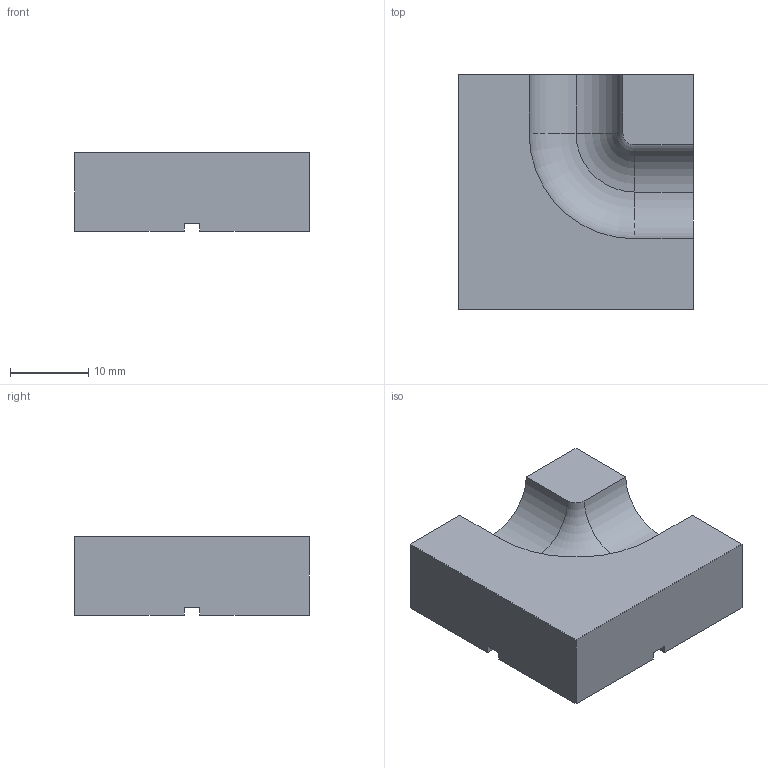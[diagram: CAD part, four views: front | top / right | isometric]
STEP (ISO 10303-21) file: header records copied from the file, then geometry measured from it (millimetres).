
FILE_DESCRIPTION(('HOOPS Exchange Step'),'2;1');
FILE_NAME('temp_export','2024-07-17T15:16:11+08:00',('sharma21'),('Shapr3D Limited'),'HOOPS Exchange 2024.2','Shapr3D','Authorized');
FILE_SCHEMA( ('AUTOMOTIVE_DESIGN { 1 0 10303 214 1 1 1 1 }') );
Length unit declared in the file: millimetre
Products named in the file (1): root
Bounding box: 30 x 30 x 10 mm (x, y, z)
Volume: 7369.6 mm3; surface area: 3174.3 mm2
Topology: 1 solids, 1 shells, 25 faces, 67 edges, 44 vertices
Faces by surface type: plane 19, cylinder 4, torus 2
Entity records: 800 total; most frequent: CARTESIAN_POINT 137, ORIENTED_EDGE 134, DIRECTION 130, EDGE_CURVE 67, VECTOR 56, LINE 56, VERTEX_POINT 44, AXIS2_PLACEMENT_3D 37
